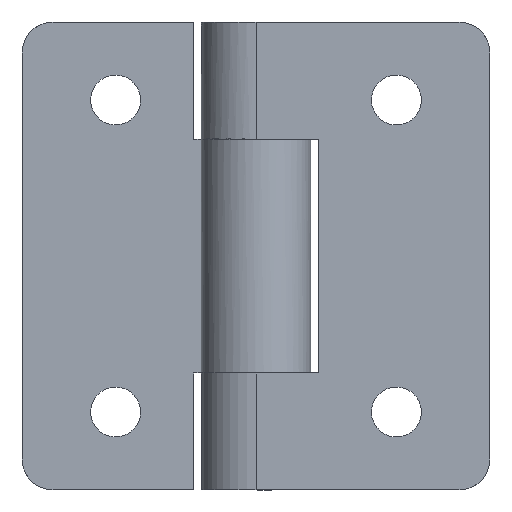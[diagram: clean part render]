
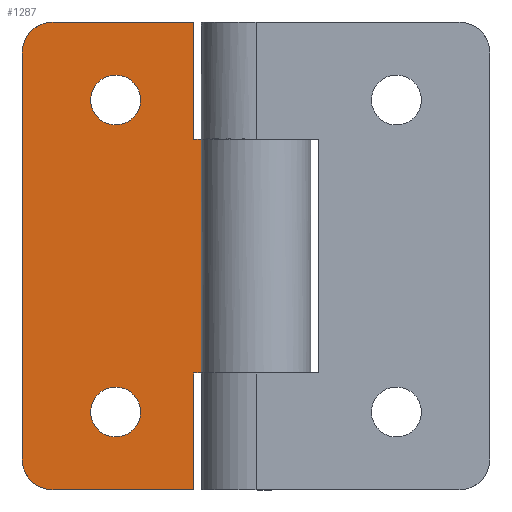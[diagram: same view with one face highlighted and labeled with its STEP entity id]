
A CAD part, front view. The second image highlights one B-rep face of the part: STEP entity #1287.
In plain terms, the highlighted free-form (B-spline) face has degree [1, 1] with [2, 2] control points.
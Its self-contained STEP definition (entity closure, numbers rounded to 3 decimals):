
#317=CARTESIAN_POINT('',(-9.0,5.0,6.6));
#318=VERTEX_POINT('',#317);
#319=CARTESIAN_POINT('',(-10.595,5.0,5.126));
#320=VERTEX_POINT('',#319);
#321=CARTESIAN_POINT('',(-9.0,5.0,6.6));
#322=CARTESIAN_POINT('',(-10.479,5.,6.6));
#323=CARTESIAN_POINT('',(-10.595,5.0,5.126));
#331=(BOUNDED_CURVE()B_SPLINE_CURVE(2,(#321,#322,#323),.UNSPECIFIED.,.F.,.U.)B_SPLINE_CURVE_WITH_KNOTS((3,3),(0.0,0.236),.UNSPECIFIED.)CURVE()GEOMETRIC_REPRESENTATION_ITEM()RATIONAL_B_SPLINE_CURVE((1.0,0.723,0.97))REPRESENTATION_ITEM(''));
#332=EDGE_CURVE('',#318,#320,#331,.T.);
#373=CARTESIAN_POINT('',(-7.405,5.0,4.874));
#374=VERTEX_POINT('',#373);
#380=CARTESIAN_POINT('',(-7.405,5.,4.874));
#381=CARTESIAN_POINT('',(-7.4,5.0,4.937));
#382=CARTESIAN_POINT('',(-7.4,5.0,5.0));
#383=CARTESIAN_POINT('',(-7.4,5.,6.6));
#384=CARTESIAN_POINT('',(-9.0,5.0,6.6));
#392=(BOUNDED_CURVE()B_SPLINE_CURVE(2,(#380,#381,#382,#383,#384),.UNSPECIFIED.,.F.,.U.)B_SPLINE_CURVE_WITH_KNOTS((3,2,3),(0.736,0.75,1.0),.UNSPECIFIED.)CURVE()GEOMETRIC_REPRESENTATION_ITEM()RATIONAL_B_SPLINE_CURVE((0.97,0.984,1.0,0.707,1.0))REPRESENTATION_ITEM(''));
#393=EDGE_CURVE('',#374,#318,#392,.T.);
#416=CARTESIAN_POINT('',(-9.0,5.0,3.4));
#417=VERTEX_POINT('',#416);
#418=CARTESIAN_POINT('',(-10.595,5.,5.126));
#419=CARTESIAN_POINT('',(-10.6,5.0,5.063));
#420=CARTESIAN_POINT('',(-10.6,5.0,5.0));
#421=CARTESIAN_POINT('',(-10.6,5.,3.4));
#422=CARTESIAN_POINT('',(-9.0,5.0,3.4));
#430=(BOUNDED_CURVE()B_SPLINE_CURVE(2,(#418,#419,#420,#421,#422),.UNSPECIFIED.,.F.,.U.)B_SPLINE_CURVE_WITH_KNOTS((3,2,3),(0.236,0.25,0.5),.UNSPECIFIED.)CURVE()GEOMETRIC_REPRESENTATION_ITEM()RATIONAL_B_SPLINE_CURVE((0.97,0.984,1.0,0.707,1.0))REPRESENTATION_ITEM(''));
#431=EDGE_CURVE('',#320,#417,#430,.T.);
#433=CARTESIAN_POINT('',(-9.0,5.0,3.4));
#434=CARTESIAN_POINT('',(-7.521,5.,3.4));
#435=CARTESIAN_POINT('',(-7.405,5.0,4.874));
#443=(BOUNDED_CURVE()B_SPLINE_CURVE(2,(#433,#434,#435),.UNSPECIFIED.,.F.,.U.)B_SPLINE_CURVE_WITH_KNOTS((3,3),(0.5,0.736),.UNSPECIFIED.)CURVE()GEOMETRIC_REPRESENTATION_ITEM()RATIONAL_B_SPLINE_CURVE((1.0,0.723,0.97))REPRESENTATION_ITEM(''));
#444=EDGE_CURVE('',#417,#374,#443,.T.);
#499=CARTESIAN_POINT('',(-9.0,5.0,26.6));
#500=VERTEX_POINT('',#499);
#501=CARTESIAN_POINT('',(-10.595,5.0,25.126));
#502=VERTEX_POINT('',#501);
#503=CARTESIAN_POINT('',(-9.0,5.0,26.6));
#504=CARTESIAN_POINT('',(-10.479,5.0,26.6));
#505=CARTESIAN_POINT('',(-10.595,5.0,25.126));
#513=(BOUNDED_CURVE()B_SPLINE_CURVE(2,(#503,#504,#505),.UNSPECIFIED.,.F.,.U.)B_SPLINE_CURVE_WITH_KNOTS((3,3),(0.0,0.236),.UNSPECIFIED.)CURVE()GEOMETRIC_REPRESENTATION_ITEM()RATIONAL_B_SPLINE_CURVE((1.0,0.723,0.97))REPRESENTATION_ITEM(''));
#514=EDGE_CURVE('',#500,#502,#513,.T.);
#555=CARTESIAN_POINT('',(-7.405,5.0,24.874));
#556=VERTEX_POINT('',#555);
#562=CARTESIAN_POINT('',(-7.405,5.0,24.874));
#563=CARTESIAN_POINT('',(-7.4,5.,24.937));
#564=CARTESIAN_POINT('',(-7.4,5.0,25.0));
#565=CARTESIAN_POINT('',(-7.4,5.,26.6));
#566=CARTESIAN_POINT('',(-9.0,5.0,26.6));
#574=(BOUNDED_CURVE()B_SPLINE_CURVE(2,(#562,#563,#564,#565,#566),.UNSPECIFIED.,.F.,.U.)B_SPLINE_CURVE_WITH_KNOTS((3,2,3),(0.736,0.75,1.0),.UNSPECIFIED.)CURVE()GEOMETRIC_REPRESENTATION_ITEM()RATIONAL_B_SPLINE_CURVE((0.97,0.984,1.0,0.707,1.0))REPRESENTATION_ITEM(''));
#575=EDGE_CURVE('',#556,#500,#574,.T.);
#598=CARTESIAN_POINT('',(-9.0,5.0,23.4));
#599=VERTEX_POINT('',#598);
#600=CARTESIAN_POINT('',(-10.595,5.,25.126));
#601=CARTESIAN_POINT('',(-10.6,5.,25.063));
#602=CARTESIAN_POINT('',(-10.6,5.0,25.0));
#603=CARTESIAN_POINT('',(-10.6,5.,23.4));
#604=CARTESIAN_POINT('',(-9.0,5.0,23.4));
#612=(BOUNDED_CURVE()B_SPLINE_CURVE(2,(#600,#601,#602,#603,#604),.UNSPECIFIED.,.F.,.U.)B_SPLINE_CURVE_WITH_KNOTS((3,2,3),(0.236,0.25,0.5),.UNSPECIFIED.)CURVE()GEOMETRIC_REPRESENTATION_ITEM()RATIONAL_B_SPLINE_CURVE((0.97,0.984,1.0,0.707,1.0))REPRESENTATION_ITEM(''));
#613=EDGE_CURVE('',#502,#599,#612,.T.);
#615=CARTESIAN_POINT('',(-9.0,5.0,23.4));
#616=CARTESIAN_POINT('',(-7.521,5.,23.4));
#617=CARTESIAN_POINT('',(-7.405,5.0,24.874));
#625=(BOUNDED_CURVE()B_SPLINE_CURVE(2,(#615,#616,#617),.UNSPECIFIED.,.F.,.U.)B_SPLINE_CURVE_WITH_KNOTS((3,3),(0.5,0.736),.UNSPECIFIED.)CURVE()GEOMETRIC_REPRESENTATION_ITEM()RATIONAL_B_SPLINE_CURVE((1.0,0.723,0.97))REPRESENTATION_ITEM(''));
#626=EDGE_CURVE('',#599,#556,#625,.T.);
#668=CARTESIAN_POINT('',(-3.5,5.0,7.5));
#669=VERTEX_POINT('',#668);
#670=CARTESIAN_POINT('',(-4.0,5.0,7.5));
#671=VERTEX_POINT('',#670);
#672=CARTESIAN_POINT('',(-3.5,5.0,7.5));
#673=CARTESIAN_POINT('',(-4.0,5.0,7.5));
#674=QUASI_UNIFORM_CURVE('',1,(#672,#673),.UNSPECIFIED.,.F.,.U.);
#675=EDGE_CURVE('',#669,#671,#674,.T.);
#775=CARTESIAN_POINT('',(-4.0,5.0,0.0));
#776=VERTEX_POINT('',#775);
#777=CARTESIAN_POINT('',(-4.0,5.0,7.5));
#778=CARTESIAN_POINT('',(-4.0,5.0,0.0));
#779=QUASI_UNIFORM_CURVE('',1,(#777,#778),.UNSPECIFIED.,.F.,.U.);
#780=EDGE_CURVE('',#671,#776,#779,.T.);
#803=CARTESIAN_POINT('',(-4.0,5.0,22.5));
#804=VERTEX_POINT('',#803);
#805=CARTESIAN_POINT('',(-3.5,5.0,22.5));
#806=VERTEX_POINT('',#805);
#807=CARTESIAN_POINT('',(-4.0,5.0,22.5));
#808=CARTESIAN_POINT('',(-3.5,5.0,22.5));
#809=QUASI_UNIFORM_CURVE('',1,(#807,#808),.UNSPECIFIED.,.F.,.U.);
#810=EDGE_CURVE('',#804,#806,#809,.T.);
#910=CARTESIAN_POINT('',(-4.0,5.0,30.0));
#911=VERTEX_POINT('',#910);
#912=CARTESIAN_POINT('',(-4.0,5.0,30.0));
#913=CARTESIAN_POINT('',(-4.0,5.0,22.5));
#914=QUASI_UNIFORM_CURVE('',1,(#912,#913),.UNSPECIFIED.,.F.,.U.);
#915=EDGE_CURVE('',#911,#804,#914,.T.);
#976=CARTESIAN_POINT('',(-13.0,5.0,30.0));
#977=VERTEX_POINT('',#976);
#978=CARTESIAN_POINT('',(-15.0,5.0,28.0));
#979=VERTEX_POINT('',#978);
#980=CARTESIAN_POINT('',(-13.0,5.0,30.0));
#981=CARTESIAN_POINT('',(-15.,5.,30.));
#982=CARTESIAN_POINT('',(-15.0,5.0,28.0));
#990=(BOUNDED_CURVE()B_SPLINE_CURVE(2,(#980,#981,#982),.UNSPECIFIED.,.F.,.U.)CURVE()GEOMETRIC_REPRESENTATION_ITEM()QUASI_UNIFORM_CURVE()RATIONAL_B_SPLINE_CURVE((1.0,0.707,1.0))REPRESENTATION_ITEM(''));
#991=EDGE_CURVE('',#977,#979,#990,.T.);
#1037=CARTESIAN_POINT('',(-15.0,5.0,2.0));
#1038=VERTEX_POINT('',#1037);
#1039=CARTESIAN_POINT('',(-13.0,5.0,0.0));
#1040=VERTEX_POINT('',#1039);
#1041=CARTESIAN_POINT('',(-15.0,5.0,2.0));
#1042=CARTESIAN_POINT('',(-15.,5.,0.0));
#1043=CARTESIAN_POINT('',(-13.0,5.0,0.0));
#1051=(BOUNDED_CURVE()B_SPLINE_CURVE(2,(#1041,#1042,#1043),.UNSPECIFIED.,.F.,.U.)CURVE()GEOMETRIC_REPRESENTATION_ITEM()QUASI_UNIFORM_CURVE()RATIONAL_B_SPLINE_CURVE((1.0,0.707,1.0))REPRESENTATION_ITEM(''));
#1052=EDGE_CURVE('',#1038,#1040,#1051,.T.);
#1090=CARTESIAN_POINT('',(-4.0,5.0,0.0));
#1091=CARTESIAN_POINT('',(-13.0,5.0,0.0));
#1092=QUASI_UNIFORM_CURVE('',1,(#1090,#1091),.UNSPECIFIED.,.F.,.U.);
#1093=EDGE_CURVE('',#776,#1040,#1092,.T.);
#1109=CARTESIAN_POINT('',(-4.0,5.0,30.0));
#1110=CARTESIAN_POINT('',(-13.0,5.0,30.0));
#1111=QUASI_UNIFORM_CURVE('',1,(#1109,#1110),.UNSPECIFIED.,.F.,.U.);
#1112=EDGE_CURVE('',#911,#977,#1111,.T.);
#1135=CARTESIAN_POINT('',(-15.0,5.0,28.0));
#1136=CARTESIAN_POINT('',(-15.0,5.0,2.0));
#1137=QUASI_UNIFORM_CURVE('',1,(#1135,#1136),.UNSPECIFIED.,.F.,.U.);
#1138=EDGE_CURVE('',#979,#1038,#1137,.T.);
#1156=CARTESIAN_POINT('',(-3.5,5.0,22.5));
#1157=CARTESIAN_POINT('',(-3.5,5.0,7.5));
#1158=QUASI_UNIFORM_CURVE('',1,(#1156,#1157),.UNSPECIFIED.,.F.,.U.);
#1159=EDGE_CURVE('',#806,#669,#1158,.T.);
#1258=CARTESIAN_POINT('',(-15.574,5.0,31.498));
#1259=CARTESIAN_POINT('',(-15.574,5.0,-1.499));
#1260=CARTESIAN_POINT('',(-2.926,5.0,31.498));
#1261=CARTESIAN_POINT('',(-2.926,5.0,-1.499));
#1262=B_SPLINE_SURFACE_WITH_KNOTS('',1,1,((#1258,#1260),(#1259,#1261)),.UNSPECIFIED.,.F.,.F.,.U.,(2,2),(2,2),(0.0,32.997),(0.0,12.649),.UNSPECIFIED.);
#1263=ORIENTED_EDGE('',*,*,#780,.F.);
#1264=ORIENTED_EDGE('',*,*,#675,.F.);
#1265=ORIENTED_EDGE('',*,*,#1159,.F.);
#1266=ORIENTED_EDGE('',*,*,#810,.F.);
#1267=ORIENTED_EDGE('',*,*,#915,.F.);
#1268=ORIENTED_EDGE('',*,*,#1112,.T.);
#1269=ORIENTED_EDGE('',*,*,#991,.T.);
#1270=ORIENTED_EDGE('',*,*,#1138,.T.);
#1271=ORIENTED_EDGE('',*,*,#1052,.T.);
#1272=ORIENTED_EDGE('',*,*,#1093,.F.);
#1273=EDGE_LOOP('',(#1263,#1264,#1265,#1266,#1267,#1268,#1269,#1270,#1271,#1272));
#1274=FACE_OUTER_BOUND('',#1273,.T.);
#1275=ORIENTED_EDGE('',*,*,#626,.F.);
#1276=ORIENTED_EDGE('',*,*,#613,.F.);
#1277=ORIENTED_EDGE('',*,*,#514,.F.);
#1278=ORIENTED_EDGE('',*,*,#575,.F.);
#1279=EDGE_LOOP('',(#1275,#1276,#1277,#1278));
#1280=FACE_BOUND('',#1279,.T.);
#1281=ORIENTED_EDGE('',*,*,#444,.F.);
#1282=ORIENTED_EDGE('',*,*,#431,.F.);
#1283=ORIENTED_EDGE('',*,*,#332,.F.);
#1284=ORIENTED_EDGE('',*,*,#393,.F.);
#1285=EDGE_LOOP('',(#1281,#1282,#1283,#1284));
#1286=FACE_BOUND('',#1285,.T.);
#1287=ADVANCED_FACE('',(#1274,#1280,#1286),#1262,.T.);
